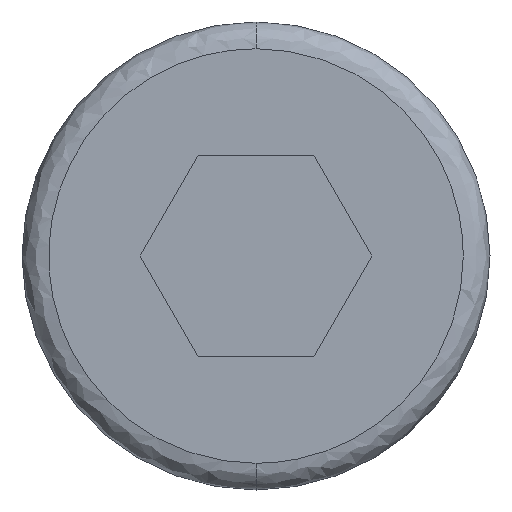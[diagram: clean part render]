
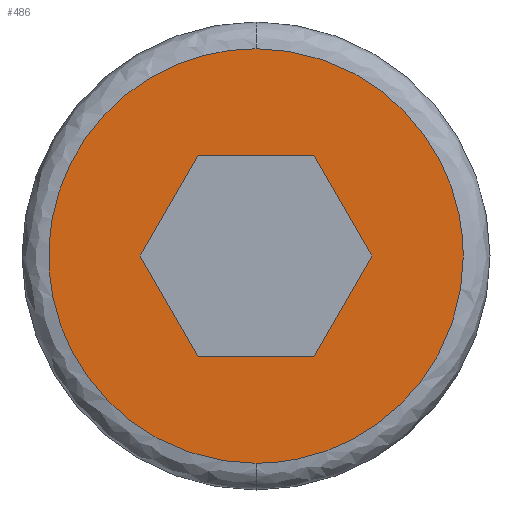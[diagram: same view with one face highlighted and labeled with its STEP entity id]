
A CAD part, front view. The second image highlights one B-rep face of the part: STEP entity #486.
In plain terms, the highlighted planar face has unit normal (0, -1, 0).
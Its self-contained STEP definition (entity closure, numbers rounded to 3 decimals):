
#4 = VECTOR ( 'NONE', #669, 1000. ) ;
#7 = CARTESIAN_POINT ( 'NONE',  ( 3.1, -4., 0. ) ) ;
#12 = DIRECTION ( 'NONE',  ( -1., 0., 0. ) ) ;
#35 = EDGE_CURVE ( 'NONE', #135, #677, #403, .T. ) ;
#70 = CARTESIAN_POINT ( 'NONE',  ( 1.816, -4., -3.1 ) ) ;
#86 = ORIENTED_EDGE ( 'NONE', *, *, #293, .F. ) ;
#90 = CARTESIAN_POINT ( 'NONE',  ( 0., -4., 3.1 ) ) ;
#92 = DIRECTION ( 'NONE',  ( 0.5, 0., -0.866 ) ) ;
#96 = ORIENTED_EDGE ( 'NONE', *, *, #618, .F. ) ;
#116 = VECTOR ( 'NONE', #375, 1000. ) ;
#120 = VERTEX_POINT ( 'NONE', #679 ) ;
#135 = VERTEX_POINT ( 'NONE', #742 ) ;
#143 = VECTOR ( 'NONE', #390, 1000. ) ;
#149 = CARTESIAN_POINT ( 'NONE',  ( 1.732, -4., 0. ) ) ;
#162 = VECTOR ( 'NONE', #92, 1000. ) ;
#180 = ORIENTED_EDGE ( 'NONE', *, *, #682, .T. ) ;
#191 = EDGE_CURVE ( 'NONE', #541, #662, #719, .T. ) ;
#195 = EDGE_LOOP ( 'NONE', ( #671, #442, #493, #291, #180, #764 ) ) ;
#196 = CARTESIAN_POINT ( 'NONE',  ( -0.866, -4., 1.5 ) ) ;
#199 = ORIENTED_EDGE ( 'NONE', *, *, #555, .F. ) ;
#209 = AXIS2_PLACEMENT_3D ( 'NONE', #622, #249, #673 ) ;
#211 = CARTESIAN_POINT ( 'NONE',  ( 0., -4., 1.5 ) ) ;
#232 = CARTESIAN_POINT ( 'NONE',  ( 0., -4., 3.1 ) ) ;
#249 = DIRECTION ( 'NONE',  ( 0., -1., 0. ) ) ;
#252 = VERTEX_POINT ( 'NONE', #404 ) ;
#254 = CARTESIAN_POINT ( 'NONE',  ( 0.433, -4., -1.5 ) ) ;
#256 = CARTESIAN_POINT ( 'NONE',  ( 3.1, -4., 0. ) ) ;
#273 = VECTOR ( 'NONE', #283, 1000. ) ;
#283 = DIRECTION ( 'NONE',  ( 0.5, 0., 0.866 ) ) ;
#291 = ORIENTED_EDGE ( 'NONE', *, *, #35, .T. ) ;
#293 = EDGE_CURVE ( 'NONE', #120, #525, #466, .T. ) ;
#306 = CARTESIAN_POINT ( 'NONE',  ( 3.1, -4., -1.816 ) ) ;
#312 = FACE_OUTER_BOUND ( 'NONE', #429, .T. ) ;
#316 = CARTESIAN_POINT ( 'NONE',  ( -3.1, -4., 1.816 ) ) ;
#318 = CARTESIAN_POINT ( 'NONE',  ( -3.1, -4., -1.816 ) ) ;
#336 = CARTESIAN_POINT ( 'NONE',  ( -1.732, -4., 0. ) ) ;
#362 = CARTESIAN_POINT ( 'NONE',  ( 1.299, -4., 0.75 ) ) ;
#364 = CARTESIAN_POINT ( 'NONE',  ( 3.1, -4., 0. ) ) ;
#375 = DIRECTION ( 'NONE',  ( -0.5, 0., -0.866 ) ) ;
#380 = VERTEX_POINT ( 'NONE', #664 ) ;
#384 = CARTESIAN_POINT ( 'NONE',  ( 1.732, -4., 0. ) ) ;
#390 = DIRECTION ( 'NONE',  ( 1., 0., 0. ) ) ;
#391 = LINE ( 'NONE', #397, #273 ) ;
#397 = CARTESIAN_POINT ( 'NONE',  ( -1.299, -4., 0.75 ) ) ;
#402 = LINE ( 'NONE', #254, #459 ) ;
#403 = LINE ( 'NONE', #488, #4 ) ;
#404 = CARTESIAN_POINT ( 'NONE',  ( 0.866, -4., -1.5 ) ) ;
#415 = CARTESIAN_POINT ( 'NONE',  ( 3.1, -4., 1.816 ) ) ;
#428 = CARTESIAN_POINT ( 'NONE',  ( 0., -4., -3.1 ) ) ;
#429 = EDGE_LOOP ( 'NONE', ( #86, #96, #199 ) ) ;
#435 =( BOUNDED_CURVE ( )  B_SPLINE_CURVE ( 3, ( #256, #306, #70, #428 ),
 .UNSPECIFIED., .F., .F. ) 
 B_SPLINE_CURVE_WITH_KNOTS ( ( 4, 4 ),
 ( 0., 0.333 ),
 .UNSPECIFIED. ) 
 CURVE ( )  GEOMETRIC_REPRESENTATION_ITEM ( )  RATIONAL_B_SPLINE_CURVE ( ( 1., 0.805, 0.805, 1. ) ) 
 REPRESENTATION_ITEM ( '' )  );
#437 = LINE ( 'NONE', #384, #116 ) ;
#442 = ORIENTED_EDGE ( 'NONE', *, *, #578, .T. ) ;
#459 = VECTOR ( 'NONE', #12, 1000. ) ;
#466 =( BOUNDED_CURVE ( )  B_SPLINE_CURVE ( 3, ( #232, #715, #415, #7 ),
 .UNSPECIFIED., .F., .T. ) 
 B_SPLINE_CURVE_WITH_KNOTS ( ( 4, 4 ),
 ( 0., 1. ),
 .UNSPECIFIED. ) 
 CURVE ( )  GEOMETRIC_REPRESENTATION_ITEM ( )  RATIONAL_B_SPLINE_CURVE ( ( 1., 0.805, 0.805, 1. ) ) 
 REPRESENTATION_ITEM ( '' )  );
#486 = ADVANCED_FACE ( 'NONE', ( #584, #312 ), #617, .T. ) ;
#488 = CARTESIAN_POINT ( 'NONE',  ( -1.299, -4., -0.75 ) ) ;
#493 = ORIENTED_EDGE ( 'NONE', *, *, #530, .T. ) ;
#518 = CARTESIAN_POINT ( 'NONE',  ( -3.1, -4., 0. ) ) ;
#525 = VERTEX_POINT ( 'NONE', #364 ) ;
#530 = EDGE_CURVE ( 'NONE', #252, #135, #402, .T. ) ;
#541 = VERTEX_POINT ( 'NONE', #196 ) ;
#555 = EDGE_CURVE ( 'NONE', #525, #380, #435, .T. ) ;
#565 = VERTEX_POINT ( 'NONE', #149 ) ;
#567 = EDGE_CURVE ( 'NONE', #662, #565, #603, .T. ) ;
#577 = CARTESIAN_POINT ( 'NONE',  ( 0.866, -4., 1.5 ) ) ;
#578 = EDGE_CURVE ( 'NONE', #565, #252, #437, .T. ) ;
#584 = FACE_BOUND ( 'NONE', #195, .T. ) ;
#603 = LINE ( 'NONE', #362, #162 ) ;
#614 =( BOUNDED_CURVE ( )  B_SPLINE_CURVE ( 3, ( #626, #749, #318, #518, #316, #747, #90 ),
 .UNSPECIFIED., .F., .F. ) 
 B_SPLINE_CURVE_WITH_KNOTS ( ( 4, 3, 4 ),
 ( 0.333, 0.667, 1. ),
 .UNSPECIFIED. ) 
 CURVE ( )  GEOMETRIC_REPRESENTATION_ITEM ( )  RATIONAL_B_SPLINE_CURVE ( ( 1., 0.805, 0.805, 1., 0.805, 0.805, 1. ) ) 
 REPRESENTATION_ITEM ( '' )  );
#617 = PLANE ( 'NONE',  #209 ) ;
#618 = EDGE_CURVE ( 'NONE', #380, #120, #614, .T. ) ;
#622 = CARTESIAN_POINT ( 'NONE',  ( 0., -4., 0. ) ) ;
#626 = CARTESIAN_POINT ( 'NONE',  ( 0., -4., -3.1 ) ) ;
#662 = VERTEX_POINT ( 'NONE', #577 ) ;
#664 = CARTESIAN_POINT ( 'NONE',  ( 0., -4., -3.1 ) ) ;
#669 = DIRECTION ( 'NONE',  ( -0.5, 0., 0.866 ) ) ;
#671 = ORIENTED_EDGE ( 'NONE', *, *, #567, .T. ) ;
#673 = DIRECTION ( 'NONE',  ( 0., 0., -1. ) ) ;
#677 = VERTEX_POINT ( 'NONE', #336 ) ;
#679 = CARTESIAN_POINT ( 'NONE',  ( 0., -4., 3.1 ) ) ;
#682 = EDGE_CURVE ( 'NONE', #677, #541, #391, .T. ) ;
#715 = CARTESIAN_POINT ( 'NONE',  ( 1.816, -4., 3.1 ) ) ;
#719 = LINE ( 'NONE', #211, #143 ) ;
#742 = CARTESIAN_POINT ( 'NONE',  ( -0.866, -4., -1.5 ) ) ;
#747 = CARTESIAN_POINT ( 'NONE',  ( -1.816, -4., 3.1 ) ) ;
#749 = CARTESIAN_POINT ( 'NONE',  ( -1.816, -4., -3.1 ) ) ;
#764 = ORIENTED_EDGE ( 'NONE', *, *, #191, .T. ) ;
